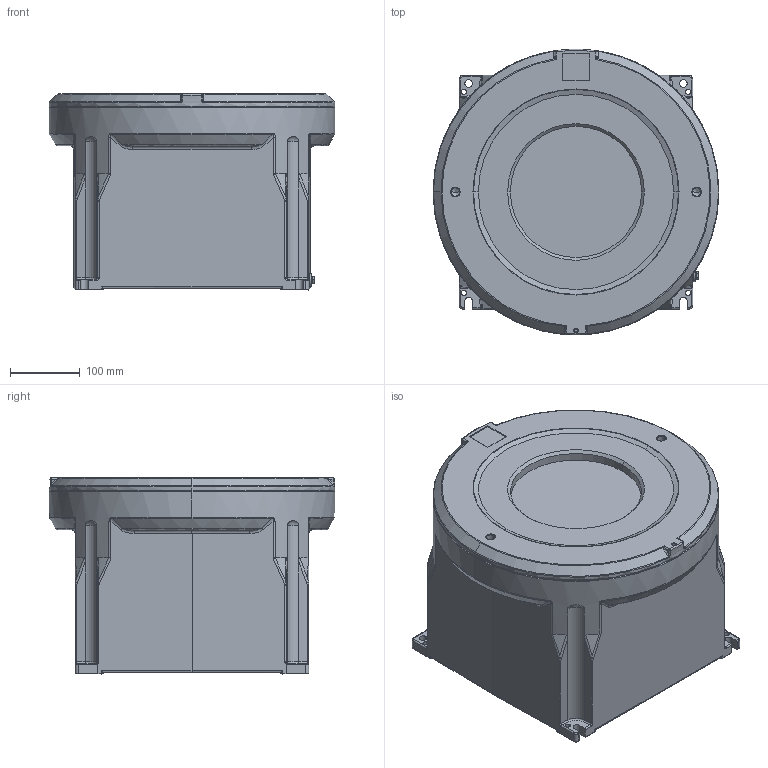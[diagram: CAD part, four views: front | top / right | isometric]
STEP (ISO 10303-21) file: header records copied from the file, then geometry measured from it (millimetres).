
FILE_DESCRIPTION (( 'STEP AP203' ), '1' );
FILE_NAME ('8265_06-__1_.STEP', '2014-04-11T08:37:02', ( 'Admin' ), ( 'R. STAHL AG' ), 'SwSTEP 2.0', 'SolidWorks 2013', '' );
FILE_SCHEMA (( 'CONFIG_CONTROL_DESIGN' ));
Length unit declared in the file: millimetre
Products named in the file (15): 501_619_0_M 6 x 12; 509_656_0; 8265_9_055_006_0; 8265_0_005_006_0_3d export; 505_706_0_M5x14; 8265_06-__1_; 8265_9_005_006_6_016 3d export; 8265_9_058_014_0; 82_459_01_98_0; 8265_9_004_006_6_8265_9_004_005_3; 82_459_01_95_0; 506_548_0; 509_656_0_2_Standard M 5; 506_886_0
Assembly tree (31 placements, depth 4):
  8265_06-__1_
    8265_9_004_006_6_8265_9_004_005_3
    506_548_0  x2
    506_886_0  x4
    501_619_0_M 6 x 12  x2
    8265_9_055_006_0
    505_706_0_M5x14  x4
    8265_0_005_006_0_3d export
      8265_9_005_006_6_016 3d export
      8265_9_058_014_0
      82_459_01_98_0  x4
      82_459_01_95_0  x4
      509_656_0  x4
        509_656_0_2_Standard M 5
        509_656_0
Bounding box: 410 x 410 x 281.11 mm (x, y, z)
Volume: 11155860.8 mm3; surface area: 1472201.7 mm2
Topology: 32 solids, 32 shells, 1833 faces, 4445 edges, 2596 vertices
Faces by surface type: cylinder 564, plane 469, bspline 272, cone 240, torus 218, sphere 70
Entity records: 53117 total; most frequent: CARTESIAN_POINT 22157, ORIENTED_EDGE 6138, DIRECTION 6055, EDGE_CURVE 3069, AXIS2_PLACEMENT_3D 2480, VERTEX_POINT 1819, EDGE_LOOP 1388, CIRCLE 1330
